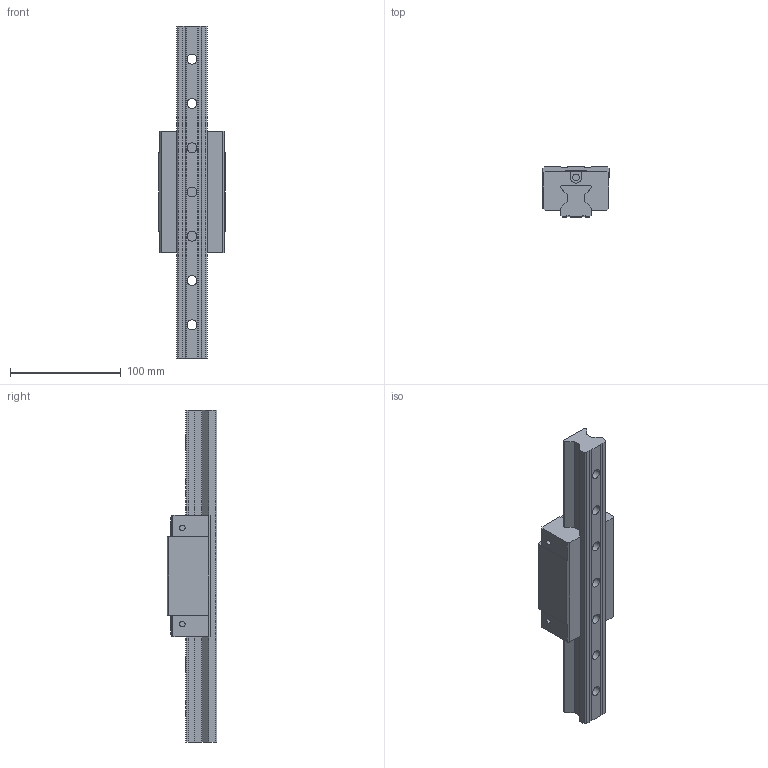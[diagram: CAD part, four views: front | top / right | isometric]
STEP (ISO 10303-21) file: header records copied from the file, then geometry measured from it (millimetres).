
FILE_DESCRIPTION((''),'2;1');
FILE_NAME('ASM0005_ASM','2008-07-11T',('danharen'),(''),'PRO/ENGINEER BY PARAMETRIC TECHNOLOGY CORPORATION, 2004360','PRO/ENGINEER BY PARAMETRIC TECHNOLOGY CORPORATION, 2004360','');
FILE_SCHEMA(('CONFIG_CONTROL_DESIGN'));
Length unit declared in the file: millimetre
Products named in the file (5): PRT0017; PRT0018; __TMP__NAME___ASM; ASM0007_ASM; ASM0005_ASM
Assembly tree (4 placements, depth 4):
  ASM0005_ASM
    ASM0007_ASM
      __TMP__NAME___ASM
        PRT0017
        PRT0018
Bounding box: 60 x 45 x 300 mm (x, y, z)
Volume: 357795.3 mm3; surface area: 76252.9 mm2
Topology: 2 solids, 2 shells, 181 faces, 450 edges, 296 vertices
Faces by surface type: plane 107, cylinder 62, cone 12
Entity records: 5567 total; most frequent: DIRECTION 972, CARTESIAN_POINT 939, ORIENTED_EDGE 900, EDGE_CURVE 450, AXIS2_PLACEMENT_3D 329, VECTOR 314, LINE 314, VERTEX_POINT 296
